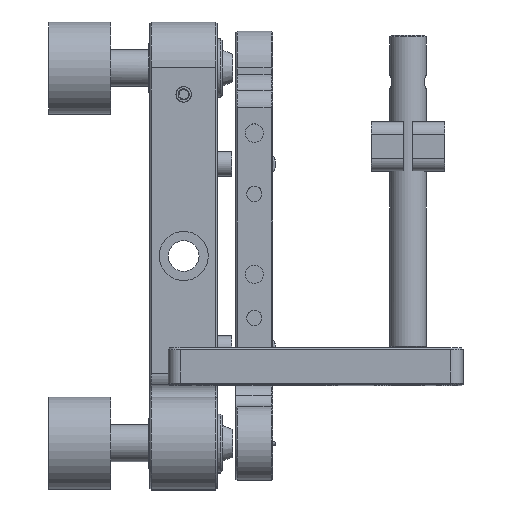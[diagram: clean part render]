
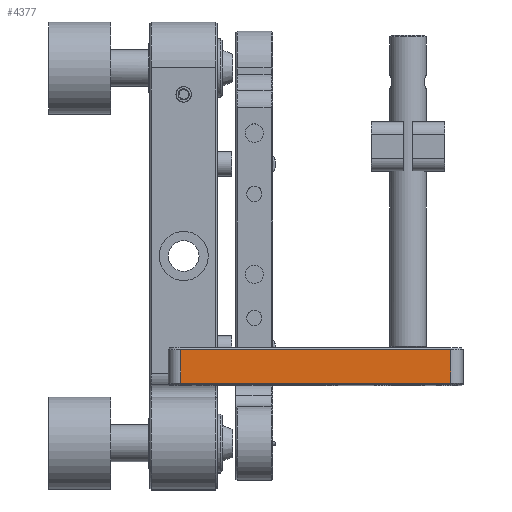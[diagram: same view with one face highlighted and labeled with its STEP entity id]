
A CAD part, top view. The second image highlights one B-rep face of the part: STEP entity #4377.
In plain terms, the highlighted planar face has unit normal (0, 0, -1).
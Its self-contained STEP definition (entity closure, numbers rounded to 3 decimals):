
#575 = CARTESIAN_POINT ( 'NONE',  ( -0.504, -15.1, 41.6 ) ) ;
#789 = VECTOR ( 'NONE', #33374, 1000. ) ;
#2050 = PLANE ( 'NONE',  #40806 ) ;
#2137 = CARTESIAN_POINT ( 'NONE',  ( 43.496, -15.35, 41.6 ) ) ;
#4377 = ADVANCED_FACE ( 'NONE', ( #10130 ), #2050, .T. ) ;
#5141 = EDGE_CURVE ( 'NONE', #7394, #35655, #19680, .T. ) ;
#5557 = ORIENTED_EDGE ( 'NONE', *, *, #37778, .T. ) ;
#5888 = VECTOR ( 'NONE', #29129, 1000. ) ;
#7394 = VERTEX_POINT ( 'NONE', #2137 ) ;
#9382 = VERTEX_POINT ( 'NONE', #40076 ) ;
#10130 = FACE_OUTER_BOUND ( 'NONE', #11546, .T. ) ;
#11546 = EDGE_LOOP ( 'NONE', ( #35926, #5557, #16240, #22555 ) ) ;
#11778 = CARTESIAN_POINT ( 'NONE',  ( -7.504, -15.1, 41.6 ) ) ;
#15547 = CARTESIAN_POINT ( 'NONE',  ( -7.504, -15.35, 41.6 ) ) ;
#16240 = ORIENTED_EDGE ( 'NONE', *, *, #24321, .T. ) ;
#19680 = LINE ( 'NONE', #39536, #36261 ) ;
#22120 = DIRECTION ( 'NONE',  ( 0., 1., 0. ) ) ;
#22555 = ORIENTED_EDGE ( 'NONE', *, *, #5141, .T. ) ;
#23096 = CARTESIAN_POINT ( 'NONE',  ( -7.504, -20.85, 41.6 ) ) ;
#24321 = EDGE_CURVE ( 'NONE', #9382, #7394, #34975, .T. ) ;
#25057 = DIRECTION ( 'NONE',  ( 1., 0., 0. ) ) ;
#25940 = DIRECTION ( 'NONE',  ( 0., -1., 0. ) ) ;
#28805 = DIRECTION ( 'NONE',  ( 0., 0., -1. ) ) ;
#29129 = DIRECTION ( 'NONE',  ( 1., 0., 0. ) ) ;
#30350 = CARTESIAN_POINT ( 'NONE',  ( 43.496, -20.85, 41.6 ) ) ;
#32945 = LINE ( 'NONE', #575, #789 ) ;
#33374 = DIRECTION ( 'NONE',  ( 0., 1., 0. ) ) ;
#34975 = LINE ( 'NONE', #15547, #36087 ) ;
#35655 = VERTEX_POINT ( 'NONE', #30350 ) ;
#35926 = ORIENTED_EDGE ( 'NONE', *, *, #41538, .F. ) ;
#36087 = VECTOR ( 'NONE', #25057, 1000. ) ;
#36138 = CARTESIAN_POINT ( 'NONE',  ( -0.504, -20.85, 41.6 ) ) ;
#36261 = VECTOR ( 'NONE', #25940, 1000. ) ;
#37778 = EDGE_CURVE ( 'NONE', #40997, #9382, #32945, .T. ) ;
#39536 = CARTESIAN_POINT ( 'NONE',  ( 43.496, -15.1, 41.6 ) ) ;
#40076 = CARTESIAN_POINT ( 'NONE',  ( -0.504, -15.35, 41.6 ) ) ;
#40806 = AXIS2_PLACEMENT_3D ( 'NONE', #11778, #28805, #22120 ) ;
#40997 = VERTEX_POINT ( 'NONE', #36138 ) ;
#41538 = EDGE_CURVE ( 'NONE', #40997, #35655, #42733, .T. ) ;
#42733 = LINE ( 'NONE', #23096, #5888 ) ;
